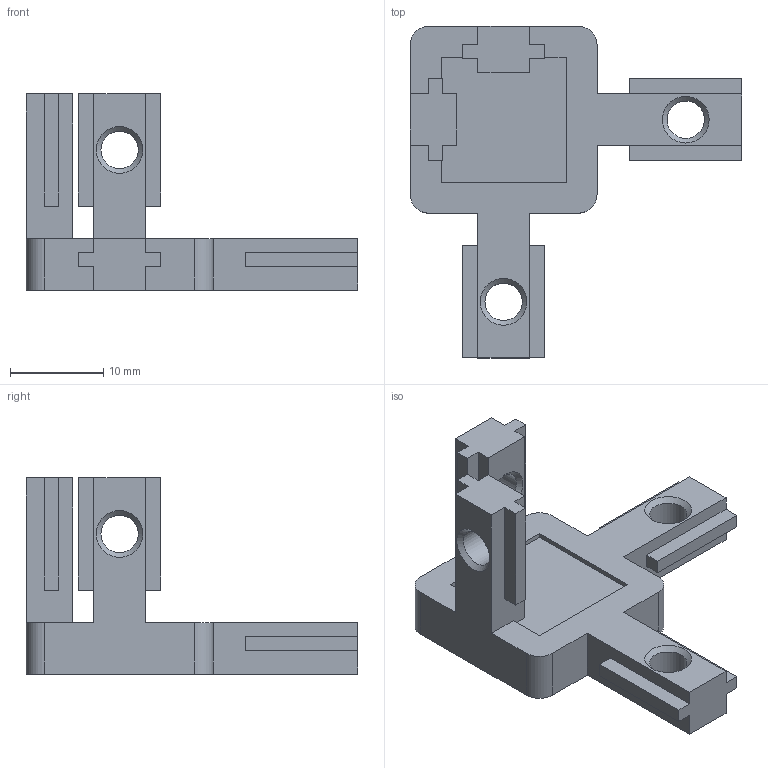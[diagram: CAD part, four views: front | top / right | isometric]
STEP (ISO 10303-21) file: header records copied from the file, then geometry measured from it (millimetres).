
FILE_DESCRIPTION(/* description */ ('FreeCAD Model'),/* implementation_level */ '2;1');
FILE_NAME(/* name */ '3 side holder.stp',/* time_stamp */ '2020-11-04T12:26:44-05:00',/* author */ ('Cerberus 1S'),/* organization */ (''),/* preprocessor_version */ 'ST-DEVELOPER v18.1',/* originating_system */ 'Autodesk Inventor 2021',/* authorisation */ 'Unknown');
FILE_SCHEMA (('AUTOMOTIVE_DESIGN { 1 0 10303 214 3 1 1 }'));
Length unit declared in the file: millimetre
Products named in the file (1): 3 side holder
Bounding box: 35.5 x 35.5 x 21 mm (x, y, z)
Volume: 3851 mm3; surface area: 3070.4 mm2
Topology: 1 solids, 1 shells, 78 faces, 236 edges, 160 vertices
Faces by surface type: plane 62, cylinder 8, cone 8
Full cylindrical faces by diameter (mm): 4 x4
Entity records: 2710 total; most frequent: CARTESIAN_POINT 475, ORIENTED_EDGE 472, DIRECTION 434, EDGE_CURVE 236, LINE 196, VECTOR 196, VERTEX_POINT 160, AXIS2_PLACEMENT_3D 119
